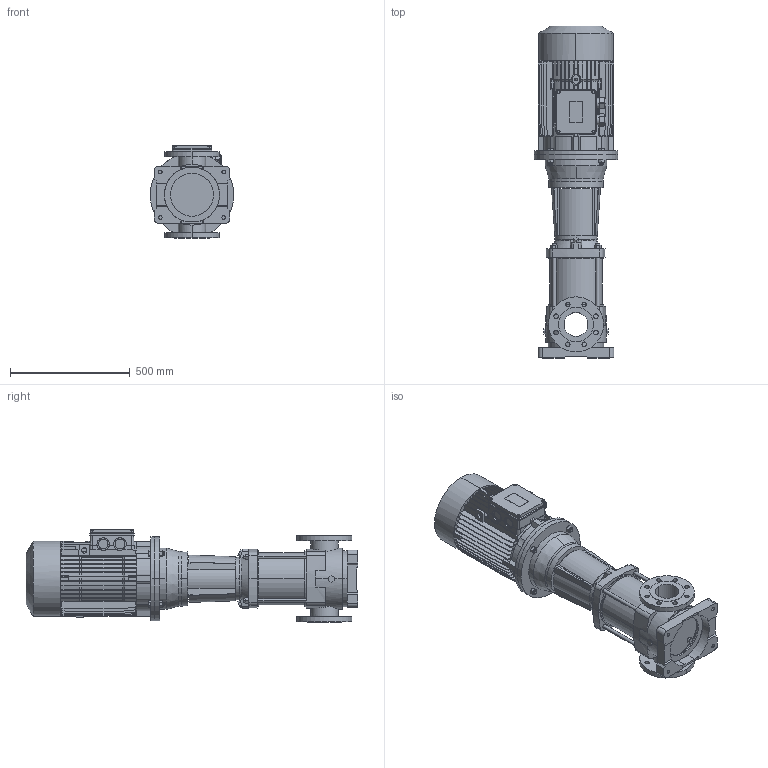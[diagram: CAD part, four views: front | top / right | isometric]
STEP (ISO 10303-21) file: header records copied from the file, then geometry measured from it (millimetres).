
FILE_DESCRIPTION (( 'STEP AP203' ), '1' );
FILE_NAME ('4.93.632.24swa00.step', '2023-04-28T10:30:18', ( '' ), ( '' ), 'SwSTEP 2.0', 'SolidWorks 2020', '' );
FILE_SCHEMA (( 'CONFIG_CONTROL_DESIGN' ));
Length unit declared in the file: millimetre
Products named in the file (7): 4.93.632.24swa00; 10007568swp00_M160 B5-De350; Copia di Coperchio MXV 100^4.93.632.24swa00_Default<A macchina>; MXV 100-6502-60A 4.93.631.03^4.93.632.24swa00; 10007576swa02_M160 ANONIMO; 10007573swp01_160 ANONIMO; 10007670swn00_M40x1.5
Assembly tree (7 placements, depth 3):
  4.93.632.24swa00
    MXV 100-6502-60A 4.93.631.03^4.93.632.24swa00
    Copia di Coperchio MXV 100^4.93.632.24swa00_Default<A macchina>
    10007576swa02_M160 ANONIMO
      10007568swp00_M160 B5-De350
      10007573swp01_160 ANONIMO
      10007670swn00_M40x1.5  x2
Bounding box: 350 x 1387.2 x 388 mm (x, y, z)
Volume: 49038657.1 mm3; surface area: 3788064.7 mm2
Topology: 36 solids, 44 shells, 1978 faces, 5128 edges, 3328 vertices
Faces by surface type: plane 1193, cylinder 468, cone 257, bspline 52, torus 8
Entity records: 63762 total; most frequent: CARTESIAN_POINT 16774, ORIENTED_EDGE 9878, DIRECTION 9118, EDGE_CURVE 4939, VERTEX_POINT 3230, VECTOR 3082, LINE 3082, AXIS2_PLACEMENT_3D 3018
